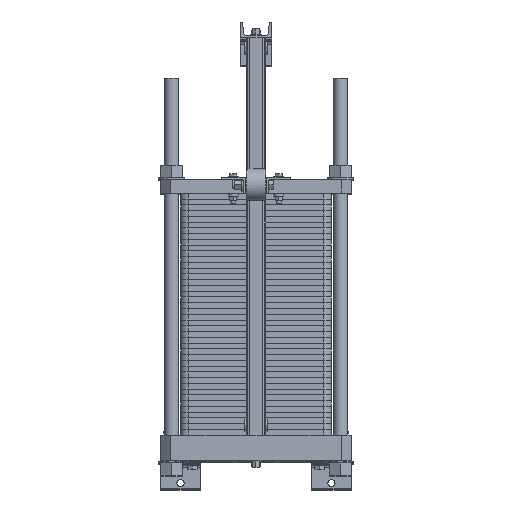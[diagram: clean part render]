
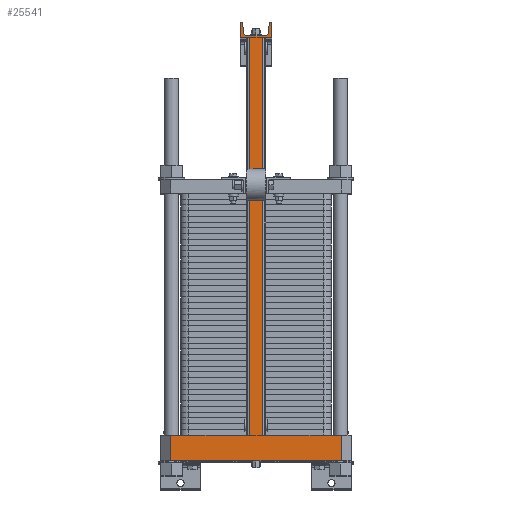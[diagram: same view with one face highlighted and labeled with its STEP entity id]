
A CAD part, top view. The second image highlights one B-rep face of the part: STEP entity #25541.
In plain terms, the highlighted planar face has unit normal (0, 0, 1).
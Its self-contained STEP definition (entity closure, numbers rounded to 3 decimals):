
#4200=LINE('',#38562,#7098);
#4214=LINE('',#38692,#7112);
#4215=LINE('',#38694,#7113);
#4216=LINE('',#38696,#7114);
#4217=LINE('',#38698,#7115);
#4218=LINE('',#38700,#7116);
#4219=LINE('',#38702,#7117);
#4220=LINE('',#38704,#7118);
#4221=LINE('',#38706,#7119);
#4222=LINE('',#38708,#7120);
#4223=LINE('',#38712,#7121);
#4224=LINE('',#38716,#7122);
#4225=LINE('',#38720,#7123);
#4226=LINE('',#38724,#7124);
#4227=LINE('',#38726,#7125);
#4228=LINE('',#38727,#7126);
#7098=VECTOR('',#29752,1.);
#7112=VECTOR('',#29840,10.);
#7113=VECTOR('',#29841,10.);
#7114=VECTOR('',#29842,10.);
#7115=VECTOR('',#29843,10.);
#7116=VECTOR('',#29844,10.);
#7117=VECTOR('',#29845,10.);
#7118=VECTOR('',#29846,10.);
#7119=VECTOR('',#29847,10.);
#7120=VECTOR('',#29848,10.);
#7121=VECTOR('',#29851,10.);
#7122=VECTOR('',#29854,10.);
#7123=VECTOR('',#29857,10.);
#7124=VECTOR('',#29860,10.);
#7125=VECTOR('',#29861,10.);
#7126=VECTOR('',#29862,10.);
#9972=PLANE('',#26793);
#11118=FACE_OUTER_BOUND('',#12281,.T.);
#12281=EDGE_LOOP('',(#20091,#20092,#20093,#20094,#20095,#20096,#20097,#20098,
#20099,#20100,#20101,#20102,#20103,#20104,#20105,#20106,#20107,#20108,#20109,
#20110));
#13745=CIRCLE('',#26794,4.);
#13746=CIRCLE('',#26795,8.);
#13747=CIRCLE('',#26796,8.);
#13748=CIRCLE('',#26797,4.);
#15483=VERTEX_POINT('',#38559);
#15484=VERTEX_POINT('',#38561);
#15515=VERTEX_POINT('',#38691);
#15516=VERTEX_POINT('',#38693);
#15517=VERTEX_POINT('',#38695);
#15518=VERTEX_POINT('',#38697);
#15519=VERTEX_POINT('',#38699);
#15520=VERTEX_POINT('',#38701);
#15521=VERTEX_POINT('',#38703);
#15522=VERTEX_POINT('',#38705);
#15523=VERTEX_POINT('',#38707);
#15524=VERTEX_POINT('',#38709);
#15525=VERTEX_POINT('',#38711);
#15526=VERTEX_POINT('',#38713);
#15527=VERTEX_POINT('',#38715);
#15528=VERTEX_POINT('',#38717);
#15529=VERTEX_POINT('',#38719);
#15530=VERTEX_POINT('',#38721);
#15531=VERTEX_POINT('',#38723);
#15532=VERTEX_POINT('',#38725);
#17327=EDGE_CURVE('',#15484,#15483,#4200,.T.);
#17367=EDGE_CURVE('',#15483,#15515,#4214,.T.);
#17368=EDGE_CURVE('',#15515,#15516,#4215,.T.);
#17369=EDGE_CURVE('',#15517,#15516,#4216,.T.);
#17370=EDGE_CURVE('',#15518,#15517,#4217,.T.);
#17371=EDGE_CURVE('',#15518,#15519,#4218,.T.);
#17372=EDGE_CURVE('',#15519,#15520,#4219,.T.);
#17373=EDGE_CURVE('',#15520,#15521,#4220,.T.);
#17374=EDGE_CURVE('',#15521,#15522,#4221,.T.);
#17375=EDGE_CURVE('',#15522,#15523,#4222,.T.);
#17376=EDGE_CURVE('',#15523,#15524,#13745,.T.);
#17377=EDGE_CURVE('',#15524,#15525,#4223,.T.);
#17378=EDGE_CURVE('',#15525,#15526,#13746,.T.);
#17379=EDGE_CURVE('',#15526,#15527,#4224,.T.);
#17380=EDGE_CURVE('',#15527,#15528,#13747,.T.);
#17381=EDGE_CURVE('',#15528,#15529,#4225,.T.);
#17382=EDGE_CURVE('',#15529,#15530,#13748,.T.);
#17383=EDGE_CURVE('',#15530,#15531,#4226,.T.);
#17384=EDGE_CURVE('',#15531,#15532,#4227,.T.);
#17385=EDGE_CURVE('',#15532,#15484,#4228,.T.);
#20091=ORIENTED_EDGE('',*,*,#17327,.T.);
#20092=ORIENTED_EDGE('',*,*,#17367,.T.);
#20093=ORIENTED_EDGE('',*,*,#17368,.T.);
#20094=ORIENTED_EDGE('',*,*,#17369,.F.);
#20095=ORIENTED_EDGE('',*,*,#17370,.F.);
#20096=ORIENTED_EDGE('',*,*,#17371,.T.);
#20097=ORIENTED_EDGE('',*,*,#17372,.T.);
#20098=ORIENTED_EDGE('',*,*,#17373,.T.);
#20099=ORIENTED_EDGE('',*,*,#17374,.T.);
#20100=ORIENTED_EDGE('',*,*,#17375,.T.);
#20101=ORIENTED_EDGE('',*,*,#17376,.T.);
#20102=ORIENTED_EDGE('',*,*,#17377,.T.);
#20103=ORIENTED_EDGE('',*,*,#17378,.T.);
#20104=ORIENTED_EDGE('',*,*,#17379,.T.);
#20105=ORIENTED_EDGE('',*,*,#17380,.T.);
#20106=ORIENTED_EDGE('',*,*,#17381,.T.);
#20107=ORIENTED_EDGE('',*,*,#17382,.T.);
#20108=ORIENTED_EDGE('',*,*,#17383,.T.);
#20109=ORIENTED_EDGE('',*,*,#17384,.T.);
#20110=ORIENTED_EDGE('',*,*,#17385,.T.);
#25541=ADVANCED_FACE('',(#11118),#9972,.T.);
#26793=AXIS2_PLACEMENT_3D('',#38690,#29838,#29839);
#26794=AXIS2_PLACEMENT_3D('',#38710,#29849,#29850);
#26795=AXIS2_PLACEMENT_3D('',#38714,#29852,#29853);
#26796=AXIS2_PLACEMENT_3D('',#38718,#29855,#29856);
#26797=AXIS2_PLACEMENT_3D('',#38722,#29858,#29859);
#29752=DIRECTION('',(0.,-1.,0.));
#29838=DIRECTION('center_axis',(0.,0.,
1.));
#29839=DIRECTION('ref_axis',(-1.,0.,0.));
#29840=DIRECTION('',(-1.,0.,0.));
#29841=DIRECTION('',(0.,-1.,0.));
#29842=DIRECTION('',(-1.,0.,0.));
#29843=DIRECTION('',(0.,-1.,0.));
#29844=DIRECTION('',(-1.,0.,0.));
#29845=DIRECTION('',(0.,1.,0.));
#29846=DIRECTION('',(1.,0.,0.));
#29847=DIRECTION('',(0.,1.,0.));
#29848=DIRECTION('',(-1.,0.,0.));
#29849=DIRECTION('center_axis',(0.,0.,1.));
#29850=DIRECTION('ref_axis',(0.,1.,0.));
#29851=DIRECTION('',(-0.091,-0.996,0.));
#29852=DIRECTION('center_axis',(0.,0.,-1.));
#29853=DIRECTION('ref_axis',(0.,1.,0.));
#29854=DIRECTION('',(-1.,0.,0.));
#29855=DIRECTION('center_axis',(0.,0.,-1.));
#29856=DIRECTION('ref_axis',(0.996,0.091,0.));
#29857=DIRECTION('',(-0.091,0.996,0.));
#29858=DIRECTION('center_axis',(0.,0.,1.));
#29859=DIRECTION('ref_axis',(0.996,0.091,0.));
#29860=DIRECTION('',(-1.,0.,0.));
#29861=DIRECTION('',(0.,-1.,0.));
#29862=DIRECTION('',(1.,0.,0.));
#38559=CARTESIAN_POINT('',(-16.2,0.,1754.));
#38561=CARTESIAN_POINT('',(-16.2,1000.,1754.));
#38562=CARTESIAN_POINT('',(-16.2,761.,1754.));
#38690=CARTESIAN_POINT('Origin',(215.,0.,1754.));
#38691=CARTESIAN_POINT('',(-215.,0.,1754.));
#38692=CARTESIAN_POINT('',(215.,0.,1754.));
#38693=CARTESIAN_POINT('',(-215.,-65.,1754.));
#38694=CARTESIAN_POINT('',(-215.,0.,1754.));
#38695=CARTESIAN_POINT('',(215.,-65.,1754.));
#38696=CARTESIAN_POINT('',(215.,-65.,1754.));
#38697=CARTESIAN_POINT('',(215.,0.,1754.));
#38698=CARTESIAN_POINT('',(215.,0.,1754.));
#38699=CARTESIAN_POINT('',(16.2,0.,1754.));
#38700=CARTESIAN_POINT('',(215.,0.,1754.));
#38701=CARTESIAN_POINT('',(16.2,1000.,1754.));
#38702=CARTESIAN_POINT('',(16.2,0.,1754.));
#38703=CARTESIAN_POINT('',(40.,1000.,1754.));
#38704=CARTESIAN_POINT('',(-40.,1000.,1754.));
#38705=CARTESIAN_POINT('',(40.,1040.,1754.));
#38706=CARTESIAN_POINT('',(40.,1000.,1754.));
#38707=CARTESIAN_POINT('',(37.45,1040.,1754.));
#38708=CARTESIAN_POINT('',(40.,1040.,1754.));
#38709=CARTESIAN_POINT('',(33.466,1036.366,1754.));
#38710=CARTESIAN_POINT('Origin',(37.45,1036.,1754.));
#38711=CARTESIAN_POINT('',(31.347,1013.269,1754.));
#38712=CARTESIAN_POINT('',(33.466,1036.366,1754.));
#38713=CARTESIAN_POINT('',(23.381,1006.,1754.));
#38714=CARTESIAN_POINT('Origin',(23.381,1014.,1754.));
#38715=CARTESIAN_POINT('',(-23.381,1006.,1754.));
#38716=CARTESIAN_POINT('',(23.381,1006.,1754.));
#38717=CARTESIAN_POINT('',(-31.347,1013.269,1754.));
#38718=CARTESIAN_POINT('Origin',(-23.381,1014.,1754.));
#38719=CARTESIAN_POINT('',(-33.466,1036.366,1754.));
#38720=CARTESIAN_POINT('',(-31.347,1013.269,1754.));
#38721=CARTESIAN_POINT('',(-37.45,1040.,1754.));
#38722=CARTESIAN_POINT('Origin',(-37.45,1036.,1754.));
#38723=CARTESIAN_POINT('',(-40.,1040.,1754.));
#38724=CARTESIAN_POINT('',(-37.45,1040.,1754.));
#38725=CARTESIAN_POINT('',(-40.,1000.,1754.));
#38726=CARTESIAN_POINT('',(-40.,1040.,1754.));
#38727=CARTESIAN_POINT('',(-40.,1000.,1754.));
